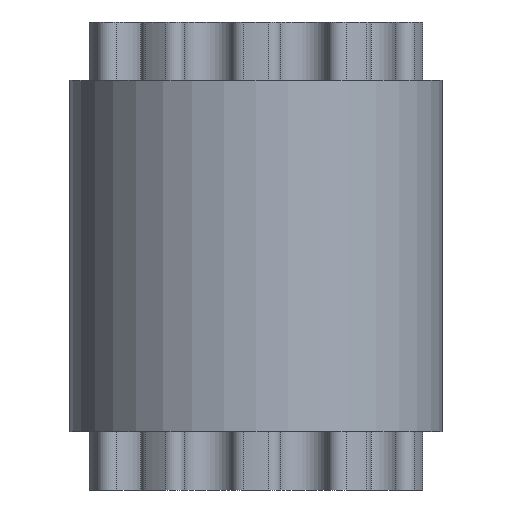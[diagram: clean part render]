
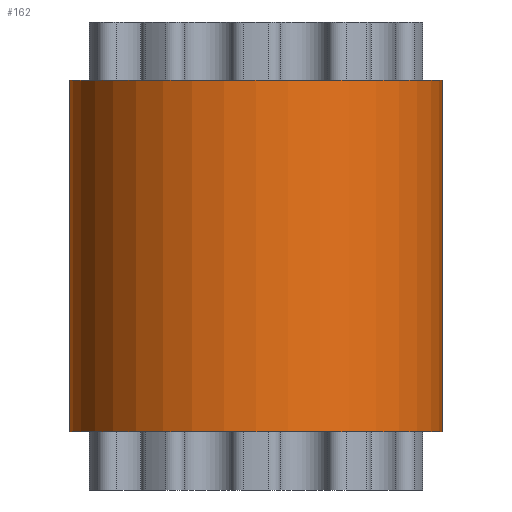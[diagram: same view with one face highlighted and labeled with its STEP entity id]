
A CAD part, front view. The second image highlights one B-rep face of the part: STEP entity #162.
In plain terms, the highlighted cylindrical face has radius 3.183 mm (diameter 6.366 mm), a full revolution.
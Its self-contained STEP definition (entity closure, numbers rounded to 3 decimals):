
#97=FACE_BOUND('',#288,.T.);
#98=FACE_BOUND('',#289,.T.);
#162=ADVANCED_FACE('',(#97,#98),#203,.T.);
#203=CYLINDRICAL_SURFACE('',#1023,3.183);
#288=EDGE_LOOP('',(#610));
#289=EDGE_LOOP('',(#611));
#610=ORIENTED_EDGE('',*,*,#814,.T.);
#611=ORIENTED_EDGE('',*,*,#815,.T.);
#692=VERTEX_POINT('',#1560);
#693=VERTEX_POINT('',#1562);
#814=EDGE_CURVE('',#692,#692,#896,.T.);
#815=EDGE_CURVE('',#693,#693,#897,.T.);
#896=CIRCLE('',#1021,3.183);
#897=CIRCLE('',#1022,3.183);
#1021=AXIS2_PLACEMENT_3D('',#1559,#1310,#1311);
#1022=AXIS2_PLACEMENT_3D('',#1561,#1312,#1313);
#1023=AXIS2_PLACEMENT_3D('',#1563,#1314,#1315);
#1310=DIRECTION('',(0.,0.,1.));
#1311=DIRECTION('',(1.,0.,0.));
#1312=DIRECTION('',(0.,0.,-1.));
#1313=DIRECTION('',(1.,0.,0.));
#1314=DIRECTION('',(0.,0.,1.));
#1315=DIRECTION('',(1.,0.,0.));
#1559=CARTESIAN_POINT('',(0.,0.,1.));
#1560=CARTESIAN_POINT('',(3.183,0.,1.));
#1561=CARTESIAN_POINT('',(0.,0.,7.));
#1562=CARTESIAN_POINT('',(3.183,0.,7.));
#1563=CARTESIAN_POINT('',(0.,0.,1.));
